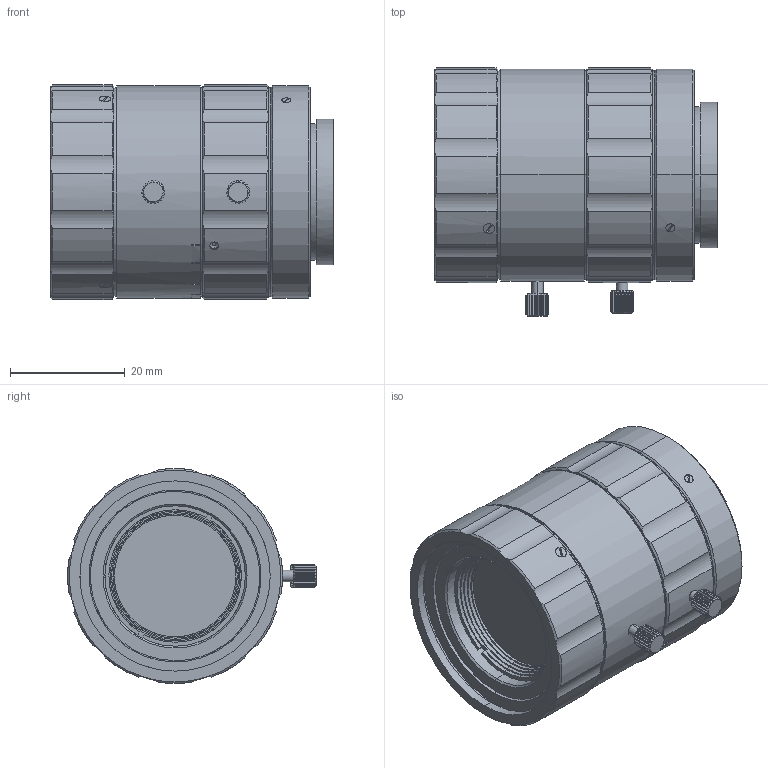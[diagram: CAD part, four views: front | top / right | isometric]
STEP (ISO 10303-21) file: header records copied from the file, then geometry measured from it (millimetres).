
FILE_DESCRIPTION (( 'STEP AP214' ), '1' );
FILE_NAME ('6GF35608EA030FF0_001_STEP.STEP', '2020-03-07T09:40:04', ( '' ), ( '' ), 'SwSTEP 2.0', 'SolidWorks 2019', '' );
FILE_SCHEMA (( 'AUTOMOTIVE_DESIGN' ));
Length unit declared in the file: millimetre
Products named in the file (1): 6GF35608EA030FF0_001_STEP
Bounding box: 49.27 x 43.4 x 37.5 mm (x, y, z)
Volume: 45238.7 mm3; surface area: 10286.1 mm2
Topology: 1 solids, 1 shells, 483 faces, 1432 edges, 983 vertices
Faces by surface type: cylinder 232, plane 172, cone 79
Entity records: 23548 total; most frequent: CARTESIAN_POINT 8936, ORIENTED_EDGE 2864, DIRECTION 2051, EDGE_CURVE 1432, VERTEX_POINT 983, AXIS2_PLACEMENT_3D 798, B_SPLINE_CURVE_WITH_KNOTS 663, EDGE_LOOP 515
